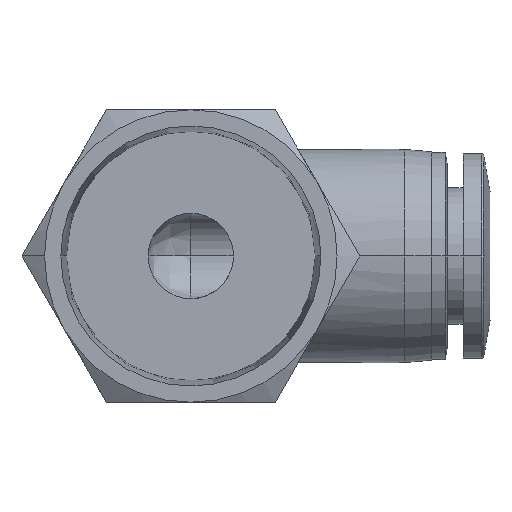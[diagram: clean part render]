
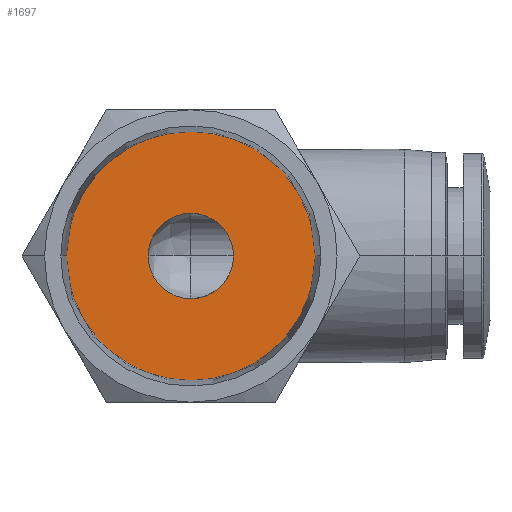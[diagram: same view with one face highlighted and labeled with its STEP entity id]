
A CAD part, front view. The second image highlights one B-rep face of the part: STEP entity #1697.
In plain terms, the highlighted planar face has unit normal (0, -1, 0).
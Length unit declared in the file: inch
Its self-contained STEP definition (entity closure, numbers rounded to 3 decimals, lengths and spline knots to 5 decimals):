
#72 = DIRECTION ( 'NONE',  ( -1., 0., 0. ) ) ;
#147 = AXIS2_PLACEMENT_3D ( 'NONE', #1555, #1562, #1548 ) ;
#169 = DIRECTION ( 'NONE',  ( 0., -1., 0. ) ) ;
#305 = VERTEX_POINT ( 'NONE', #1539 ) ;
#315 = VERTEX_POINT ( 'NONE', #2222 ) ;
#342 = AXIS2_PLACEMENT_3D ( 'NONE', #2198, #169, #2525 ) ;
#496 = EDGE_CURVE ( 'NONE', #315, #305, #709, .T. ) ;
#529 = ORIENTED_EDGE ( 'NONE', *, *, #2326, .T. ) ;
#575 = AXIS2_PLACEMENT_3D ( 'NONE', #3530, #1572, #3852 ) ;
#588 = DIRECTION ( 'NONE',  ( 0., -1., 0. ) ) ;
#611 = AXIS2_PLACEMENT_3D ( 'NONE', #2584, #588, #2898 ) ;
#709 = CIRCLE ( 'NONE', #147, 0.1378 ) ;
#1045 = FACE_OUTER_BOUND ( 'NONE', #1318, .T. ) ;
#1148 = CARTESIAN_POINT ( 'NONE',  ( -0.40216, -0.05906, 0. ) ) ;
#1173 = ORIENTED_EDGE ( 'NONE', *, *, #496, .F. ) ;
#1211 = ORIENTED_EDGE ( 'NONE', *, *, #4136, .F. ) ;
#1231 = EDGE_LOOP ( 'NONE', ( #1173, #1211 ) ) ;
#1318 = EDGE_LOOP ( 'NONE', ( #2221, #529 ) ) ;
#1388 = AXIS2_PLACEMENT_3D ( 'NONE', #4043, #2098, #72 ) ;
#1423 = PLANE ( 'NONE',  #1388 ) ;
#1461 = EDGE_CURVE ( 'NONE', #1877, #2950, #3819, .T. ) ;
#1539 = CARTESIAN_POINT ( 'NONE',  ( -0.1378, -0.05906, 0. ) ) ;
#1548 = DIRECTION ( 'NONE',  ( 1., 0., 0. ) ) ;
#1555 = CARTESIAN_POINT ( 'NONE',  ( 0., -0.05906, 0. ) ) ;
#1562 = DIRECTION ( 'NONE',  ( 0., -1., 0. ) ) ;
#1572 = DIRECTION ( 'NONE',  ( 0., -1., 0. ) ) ;
#1697 = ADVANCED_FACE ( 'NONE', ( #3669, #1045 ), #1423, .F. ) ;
#1877 = VERTEX_POINT ( 'NONE', #3938 ) ;
#2098 = DIRECTION ( 'NONE',  ( 0., 1., 0. ) ) ;
#2198 = CARTESIAN_POINT ( 'NONE',  ( 0., -0.05906, 0. ) ) ;
#2221 = ORIENTED_EDGE ( 'NONE', *, *, #1461, .T. ) ;
#2222 = CARTESIAN_POINT ( 'NONE',  ( 0.1378, -0.05906, 0. ) ) ;
#2326 = EDGE_CURVE ( 'NONE', #2950, #1877, #2338, .T. ) ;
#2338 = CIRCLE ( 'NONE', #611, 0.40216 ) ;
#2525 = DIRECTION ( 'NONE',  ( 1., 0., 0. ) ) ;
#2584 = CARTESIAN_POINT ( 'NONE',  ( 0., -0.05906, 0. ) ) ;
#2898 = DIRECTION ( 'NONE',  ( 1., 0., 0. ) ) ;
#2950 = VERTEX_POINT ( 'NONE', #1148 ) ;
#3530 = CARTESIAN_POINT ( 'NONE',  ( 0., -0.05906, 0. ) ) ;
#3669 = FACE_BOUND ( 'NONE', #1231, .T. ) ;
#3814 = CIRCLE ( 'NONE', #342, 0.1378 ) ;
#3819 = CIRCLE ( 'NONE', #575, 0.40216 ) ;
#3852 = DIRECTION ( 'NONE',  ( 1., 0., 0. ) ) ;
#3938 = CARTESIAN_POINT ( 'NONE',  ( 0.40216, -0.05906, 0. ) ) ;
#4043 = CARTESIAN_POINT ( 'NONE',  ( -0.26998, -0.05906, 0. ) ) ;
#4136 = EDGE_CURVE ( 'NONE', #305, #315, #3814, .T. ) ;
